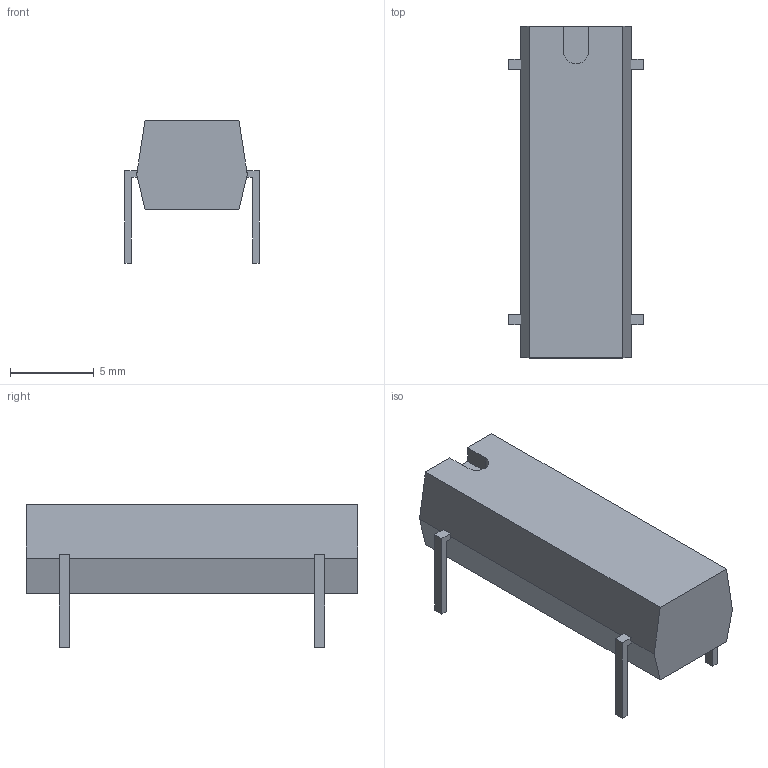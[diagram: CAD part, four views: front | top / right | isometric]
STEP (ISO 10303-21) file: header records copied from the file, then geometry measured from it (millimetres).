
FILE_DESCRIPTION(('FreeCAD Model'),'2;1');
FILE_NAME('Oscillator_SeikoEpson_SG-8002DB.step','2018-01-07T21:45:49',( 'kicad StepUp'),('ksu MCAD'),'Open CASCADE STEP processor 6.8', 'FreeCAD','Unknown');
FILE_SCHEMA(('AUTOMOTIVE_DESIGN_CC2 { 1 2 10303 214 -1 1 5 4 }'));
Length unit declared in the file: millimetre
Products named in the file (1): Oscillator_SeikoEpson_SG-8002DB
Bounding box: 8.02 x 19.8 x 8.5 mm (x, y, z)
Volume: 642.6 mm3; surface area: 550.9 mm2
Topology: 1 solids, 1 shells, 40 faces, 114 edges, 76 vertices
Faces by surface type: plane 39, cylinder 1
Entity records: 1573 total; most frequent: CARTESIAN_POINT 231, ORIENTED_EDGE 228, DIRECTION 198, EDGE_CURVE 114, LINE 112, VECTOR 112, VERTEX_POINT 76, AXIS2_PLACEMENT_3D 43
